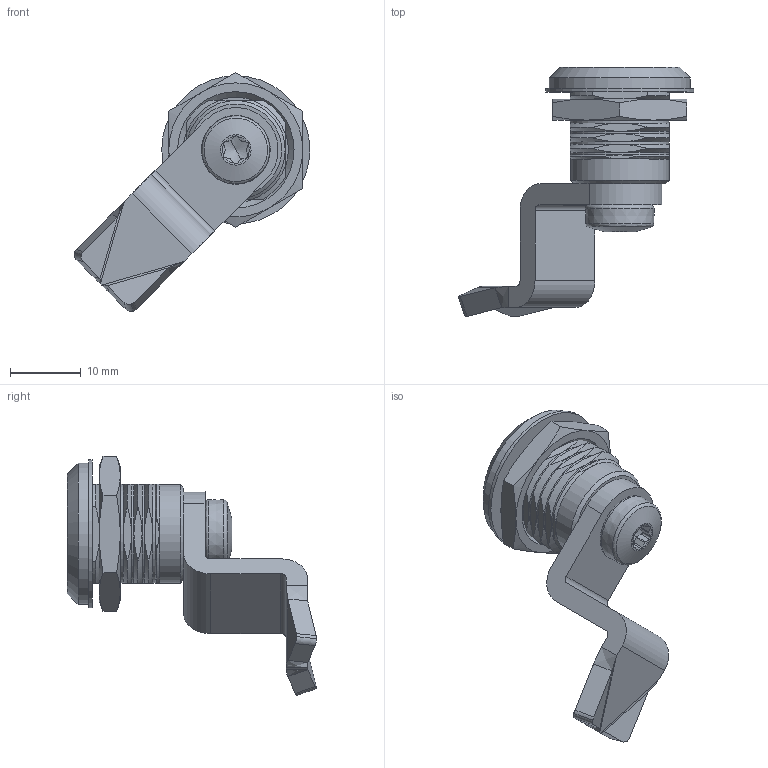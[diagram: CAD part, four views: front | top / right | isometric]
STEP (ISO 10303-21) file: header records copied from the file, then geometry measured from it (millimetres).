
FILE_DESCRIPTION (( 'STEP AP203' ), '1' );
FILE_NAME ('SCE-MINQB.step', '2021-02-09T22:30:02', ( 'ADC123' ), ( 'Microsoft' ), 'SwSTEP 2.0', 'SolidWorks 2019', '' );
FILE_SCHEMA (( 'CONFIG_CONTROL_DESIGN' ));
Length unit declared in the file: inch
Products named in the file (1): SCE-MINQB
Bounding box: 33.42 x 35.31 x 33.89 mm (x, y, z)
Volume: 4967.1 mm3; surface area: 6195.1 mm2
Topology: 8 solids, 8 shells, 418 faces, 1092 edges, 691 vertices
Faces by surface type: cone 171, plane 124, cylinder 91, bspline 32
Full cylindrical faces by diameter (mm): 4.1 x13, 7.9 x1, 8 x1, 11.5 x1, 11.9 x2, 12.2 x1, 14 x7, 14.9 x2, 20 x1, 21 x1
Entity records: 14316 total; most frequent: CARTESIAN_POINT 5384, ORIENTED_EDGE 1964, DIRECTION 1530, EDGE_CURVE 982, VERTEX_POINT 656, AXIS2_PLACEMENT_3D 633, EDGE_LOOP 504, B_SPLINE_CURVE_WITH_KNOTS 458
